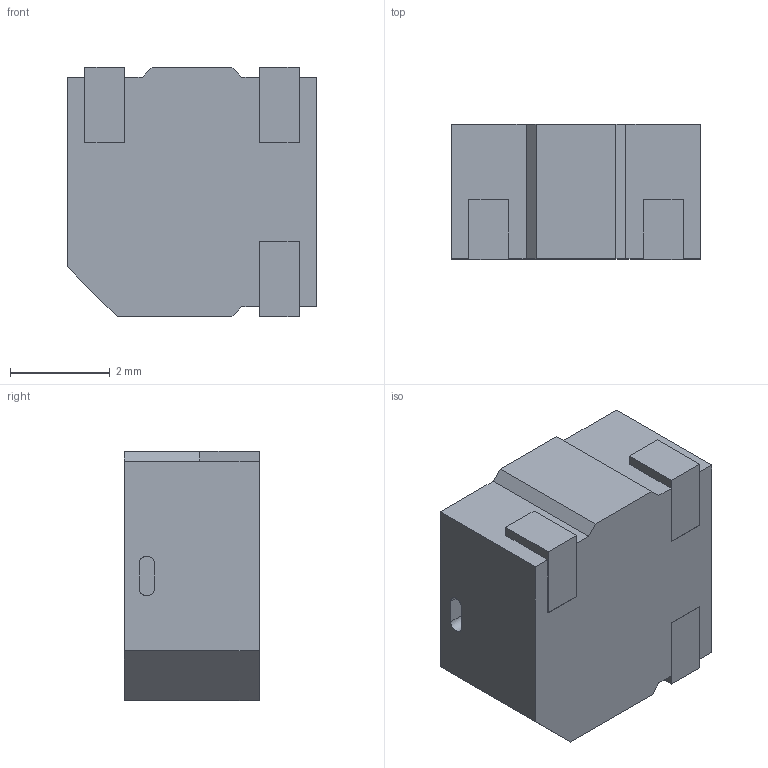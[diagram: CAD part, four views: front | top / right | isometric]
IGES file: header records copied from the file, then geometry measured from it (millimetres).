
Start section: SolidWorks IGES file using analytic representation for surfaces
Global section: file name: ST-0503-3.IGS; native system: SolidWorks 2013; preprocessor: SolidWorks 2013; author: Gem; date: 170103.112749; units: millimetre
Bounding box: 5 x 2.71 x 5 mm (x, y, z)
Surface area: 101.7 mm2 (no closed solid volume)
Topology: 0 solids, 0 shells, 40 faces, 270 edges, 270 vertices
Faces by surface type: bspline 35, revolution 5
